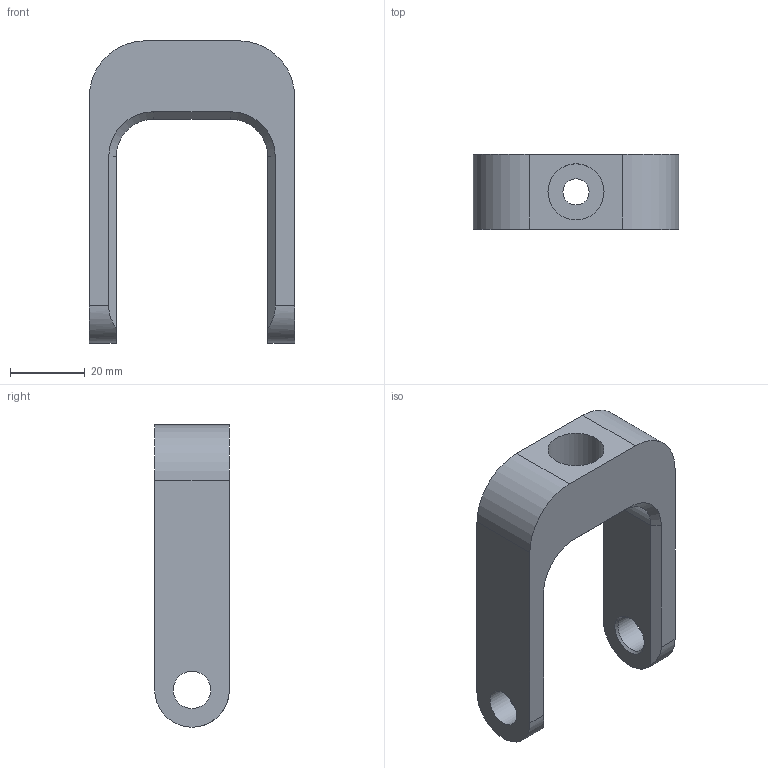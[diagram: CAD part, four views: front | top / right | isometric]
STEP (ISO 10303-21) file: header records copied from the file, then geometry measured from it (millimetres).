
FILE_DESCRIPTION(/* description */ ('STEP AP214'),/* implementation_level */ '2;1');
FILE_NAME(/* name */ '66957d52b3d6787b3fd14065',/* time_stamp */ '2024-07-15T19:49:39Z',/* author */ (''),/* organization */ (''),/* preprocessor_version */ 'ST-DEVELOPER v20',/* originating_system */ ' ',/* authorisation */ ' ');
FILE_SCHEMA (('AUTOMOTIVE_DESIGN {1 0 10303 214 3 1 1}'));
Length unit declared in the file: metre
Products named in the file (1): BaseJoint
Bounding box: 55 x 20 x 81 mm (x, y, z)
Volume: 34106.7 mm3; surface area: 11813.1 mm2
Topology: 1 solids, 1 shells, 28 faces, 70 edges, 45 vertices
Faces by surface type: plane 12, cylinder 12, cone 4
Full cylindrical faces by diameter (mm): 7 x1, 10 x2, 15 x1
Entity records: 847 total; most frequent: DIRECTION 151, CARTESIAN_POINT 136, ORIENTED_EDGE 126, EDGE_CURVE 63, AXIS2_PLACEMENT_3D 59, VERTEX_POINT 44, EDGE_LOOP 41, FACE_BOUND 41
